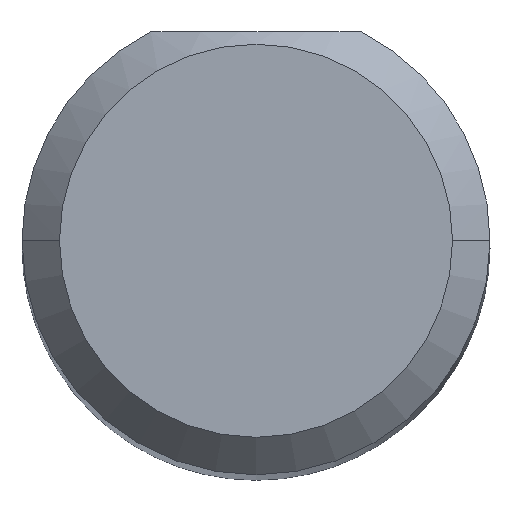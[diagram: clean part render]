
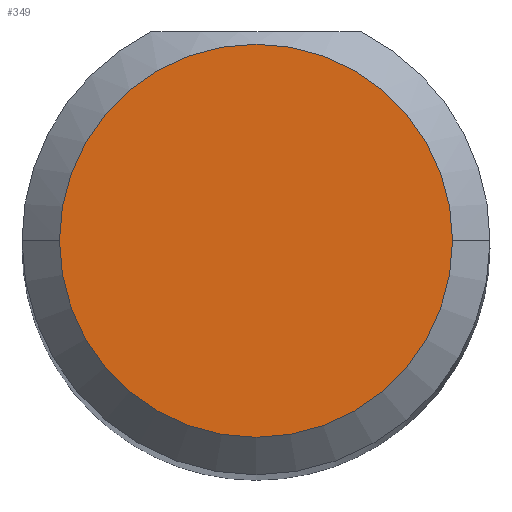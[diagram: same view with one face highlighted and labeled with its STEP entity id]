
A CAD part, top view. The second image highlights one B-rep face of the part: STEP entity #349.
In plain terms, the highlighted planar face has unit normal (0, 0, 1).
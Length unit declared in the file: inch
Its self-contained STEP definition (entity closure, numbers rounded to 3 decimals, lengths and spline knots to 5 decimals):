
#4 = DIRECTION ( 'NONE',  ( 1., 0., 0. ) ) ;
#33 = CIRCLE ( 'NONE', #62, 0.07875 ) ;
#37 = CARTESIAN_POINT ( 'NONE',  ( 0., 0., 2. ) ) ;
#62 = AXIS2_PLACEMENT_3D ( 'NONE', #37, #321, #4 ) ;
#77 = DIRECTION ( 'NONE',  ( 1., 0., 0. ) ) ;
#79 = DIRECTION ( 'NONE',  ( 0., 0., 1. ) ) ;
#158 = PLANE ( 'NONE',  #193 ) ;
#167 = VERTEX_POINT ( 'NONE', #267 ) ;
#171 = AXIS2_PLACEMENT_3D ( 'NONE', #339, #420, #386 ) ;
#193 = AXIS2_PLACEMENT_3D ( 'NONE', #287, #79, #77 ) ;
#194 = FACE_OUTER_BOUND ( 'NONE', #289, .T. ) ;
#224 = VERTEX_POINT ( 'NONE', #255 ) ;
#235 = EDGE_CURVE ( 'NONE', #167, #224, #322, .T. ) ;
#255 = CARTESIAN_POINT ( 'NONE',  ( -0.07875, 0., 2. ) ) ;
#267 = CARTESIAN_POINT ( 'NONE',  ( 0.07875, 0., 2. ) ) ;
#287 = CARTESIAN_POINT ( 'NONE',  ( 0., 0., 2. ) ) ;
#289 = EDGE_LOOP ( 'NONE', ( #522, #461 ) ) ;
#321 = DIRECTION ( 'NONE',  ( 0., 0., 1. ) ) ;
#322 = CIRCLE ( 'NONE', #171, 0.07875 ) ;
#339 = CARTESIAN_POINT ( 'NONE',  ( 0., 0., 2. ) ) ;
#349 = ADVANCED_FACE ( 'NONE', ( #194 ), #158, .T. ) ;
#386 = DIRECTION ( 'NONE',  ( 1., 0., 0. ) ) ;
#405 = EDGE_CURVE ( 'NONE', #224, #167, #33, .T. ) ;
#420 = DIRECTION ( 'NONE',  ( 0., 0., 1. ) ) ;
#461 = ORIENTED_EDGE ( 'NONE', *, *, #235, .T. ) ;
#522 = ORIENTED_EDGE ( 'NONE', *, *, #405, .T. ) ;
